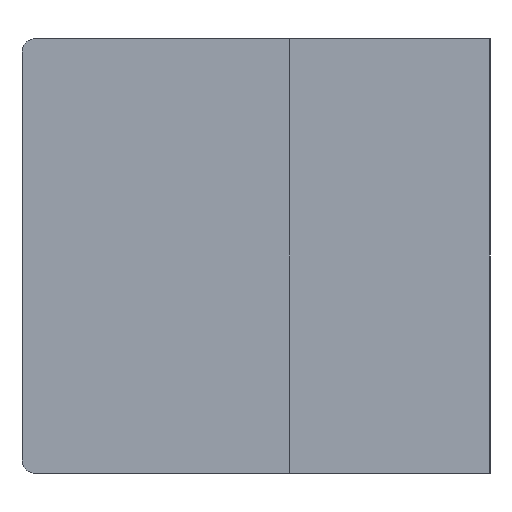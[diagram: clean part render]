
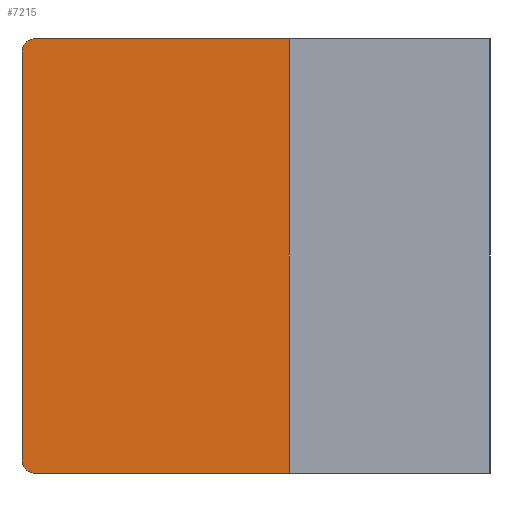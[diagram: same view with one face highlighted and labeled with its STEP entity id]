
A CAD part, left-side view. The second image highlights one B-rep face of the part: STEP entity #7215.
In plain terms, the highlighted planar face has unit normal (-1, 0, 0).
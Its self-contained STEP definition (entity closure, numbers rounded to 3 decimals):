
#100 = PLANE ( 'NONE',  #4398 ) ;
#365 = ORIENTED_EDGE ( 'NONE', *, *, #4032, .T. ) ;
#1010 = DIRECTION ( 'NONE',  ( 0., 1., 0. ) ) ;
#1066 = CIRCLE ( 'NONE', #9928, 0.02 ) ;
#1182 = AXIS2_PLACEMENT_3D ( 'NONE', #9222, #2781, #5116 ) ;
#1269 = CARTESIAN_POINT ( 'NONE',  ( -0.55, 0.68, -0.325 ) ) ;
#1284 = DIRECTION ( 'NONE',  ( 0., -1., 0. ) ) ;
#1307 = CARTESIAN_POINT ( 'NONE',  ( -0.55, 0.68, -0.305 ) ) ;
#1667 = DIRECTION ( 'NONE',  ( 0., 0., -1. ) ) ;
#1944 = CARTESIAN_POINT ( 'NONE',  ( -0.55, 0.7, -0.305 ) ) ;
#2138 = CARTESIAN_POINT ( 'NONE',  ( -0.55, 0.3, 0.325 ) ) ;
#2502 = CARTESIAN_POINT ( 'NONE',  ( -0.55, 0.7, 0.305 ) ) ;
#2533 = LINE ( 'NONE', #5946, #3045 ) ;
#2781 = DIRECTION ( 'NONE',  ( -1., 0., 0. ) ) ;
#3045 = VECTOR ( 'NONE', #1010, 1000. ) ;
#3202 = ORIENTED_EDGE ( 'NONE', *, *, #8714, .T. ) ;
#3305 = CARTESIAN_POINT ( 'NONE',  ( -0.55, 0.68, -0.305 ) ) ;
#3324 = CARTESIAN_POINT ( 'NONE',  ( -0.55, 0.7, 0.305 ) ) ;
#3832 = VERTEX_POINT ( 'NONE', #2138 ) ;
#3884 = DIRECTION ( 'NONE',  ( 0., 0., 1. ) ) ;
#3896 = LINE ( 'NONE', #2502, #5384 ) ;
#4032 = EDGE_CURVE ( 'NONE', #10048, #6497, #3896, .T. ) ;
#4055 = DIRECTION ( 'NONE',  ( 0., 0., 1. ) ) ;
#4222 = ORIENTED_EDGE ( 'NONE', *, *, #6174, .T. ) ;
#4398 = AXIS2_PLACEMENT_3D ( 'NONE', #3305, #6534, #4055 ) ;
#4414 = EDGE_LOOP ( 'NONE', ( #10036, #3202, #5352, #365, #8408, #4222 ) ) ;
#4897 = VECTOR ( 'NONE', #5771, 1000. ) ;
#5010 = LINE ( 'NONE', #9636, #4897 ) ;
#5116 = DIRECTION ( 'NONE',  ( 0., 0., 1. ) ) ;
#5284 = CARTESIAN_POINT ( 'NONE',  ( -0.55, 0.68, 0.325 ) ) ;
#5352 = ORIENTED_EDGE ( 'NONE', *, *, #8166, .T. ) ;
#5384 = VECTOR ( 'NONE', #1667, 1000. ) ;
#5771 = DIRECTION ( 'NONE',  ( 0., 0., 1. ) ) ;
#5942 = VERTEX_POINT ( 'NONE', #5284 ) ;
#5946 = CARTESIAN_POINT ( 'NONE',  ( -0.55, 0.3, 0.325 ) ) ;
#6057 = VERTEX_POINT ( 'NONE', #10131 ) ;
#6174 = EDGE_CURVE ( 'NONE', #9878, #6057, #6386, .T. ) ;
#6312 = CIRCLE ( 'NONE', #1182, 0.02 ) ;
#6386 = LINE ( 'NONE', #8599, #7871 ) ;
#6497 = VERTEX_POINT ( 'NONE', #1944 ) ;
#6534 = DIRECTION ( 'NONE',  ( -1., 0., 0. ) ) ;
#7215 = ADVANCED_FACE ( 'NONE', ( #8854 ), #100, .T. ) ;
#7871 = VECTOR ( 'NONE', #1284, 1000. ) ;
#8166 = EDGE_CURVE ( 'NONE', #5942, #10048, #6312, .T. ) ;
#8408 = ORIENTED_EDGE ( 'NONE', *, *, #9434, .T. ) ;
#8520 = DIRECTION ( 'NONE',  ( -1., 0., 0. ) ) ;
#8599 = CARTESIAN_POINT ( 'NONE',  ( -0.55, 0.68, -0.325 ) ) ;
#8714 = EDGE_CURVE ( 'NONE', #3832, #5942, #2533, .T. ) ;
#8854 = FACE_OUTER_BOUND ( 'NONE', #4414, .T. ) ;
#9222 = CARTESIAN_POINT ( 'NONE',  ( -0.55, 0.68, 0.305 ) ) ;
#9434 = EDGE_CURVE ( 'NONE', #6497, #9878, #1066, .T. ) ;
#9636 = CARTESIAN_POINT ( 'NONE',  ( -0.55, 0.3, -0.325 ) ) ;
#9878 = VERTEX_POINT ( 'NONE', #1269 ) ;
#9928 = AXIS2_PLACEMENT_3D ( 'NONE', #1307, #8520, #3884 ) ;
#10036 = ORIENTED_EDGE ( 'NONE', *, *, #10207, .T. ) ;
#10048 = VERTEX_POINT ( 'NONE', #3324 ) ;
#10131 = CARTESIAN_POINT ( 'NONE',  ( -0.55, 0.3, -0.325 ) ) ;
#10207 = EDGE_CURVE ( 'NONE', #6057, #3832, #5010, .T. ) ;
